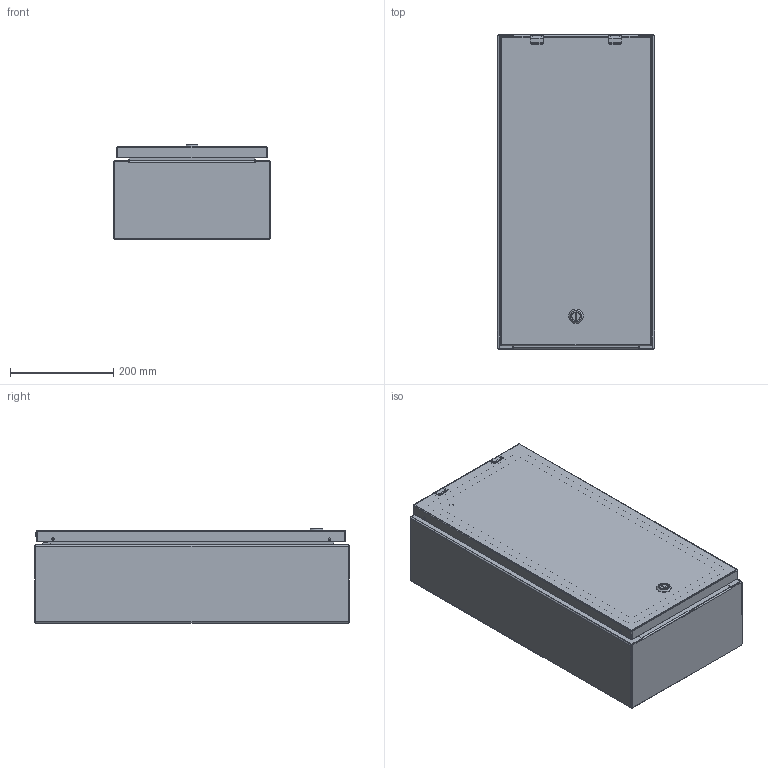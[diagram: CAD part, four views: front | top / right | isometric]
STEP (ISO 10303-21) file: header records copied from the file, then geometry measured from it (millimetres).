
FILE_DESCRIPTION (( 'STEP AP214' ), '1' );
FILE_NAME ('SCE-12EL2406LP.STEP', '2021-01-15T17:50:06', ( '' ), ( '' ), 'SwSTEP 2.0', 'SolidWorks 2019', '' );
FILE_SCHEMA (( 'AUTOMOTIVE_DESIGN' ));
Length unit declared in the file: inch
Products named in the file (1): SCE-12EL2406LP
Bounding box: 304.8 x 609.6 x 183.65 mm (x, y, z)
Volume: 1994766.5 mm3; surface area: 1893717.2 mm2
Topology: 37 solids, 37 shells, 1695 faces, 4336 edges, 2768 vertices
Faces by surface type: plane 846, cylinder 511, bspline 220, torus 46, cone 44, sphere 28
Full cylindrical faces by diameter (mm): 1.016 x2, 3.454 x2, 3.978 x2, 4.318 x6, 4.369 x4, 4.775 x4, 4.978 x8, 5 x1, 5.182 x4, 5.207 x4, 5.232 x4, 5.5 x1, 5.537 x2, 6.096 x4, 6.198 x4, 6.299 x2, 6.35 x4, 6.756 x4, 7.137 x4, 8.433 x4, 9.296 x4, 9.322 x4, 9.525 x4, 9.9 x1, 10 x1, 11.113 x4, 12.7 x4, 12.8 x1, 13.5 x1, 16 x1
Entity records: 86168 total; most frequent: CARTESIAN_POINT 25106, ORIENTED_EDGE 8106, DIRECTION 7429, EDGE_CURVE 4053, VERTEX_POINT 2684, AXIS2_PLACEMENT_3D 2547, LINE 2335, VECTOR 2335
